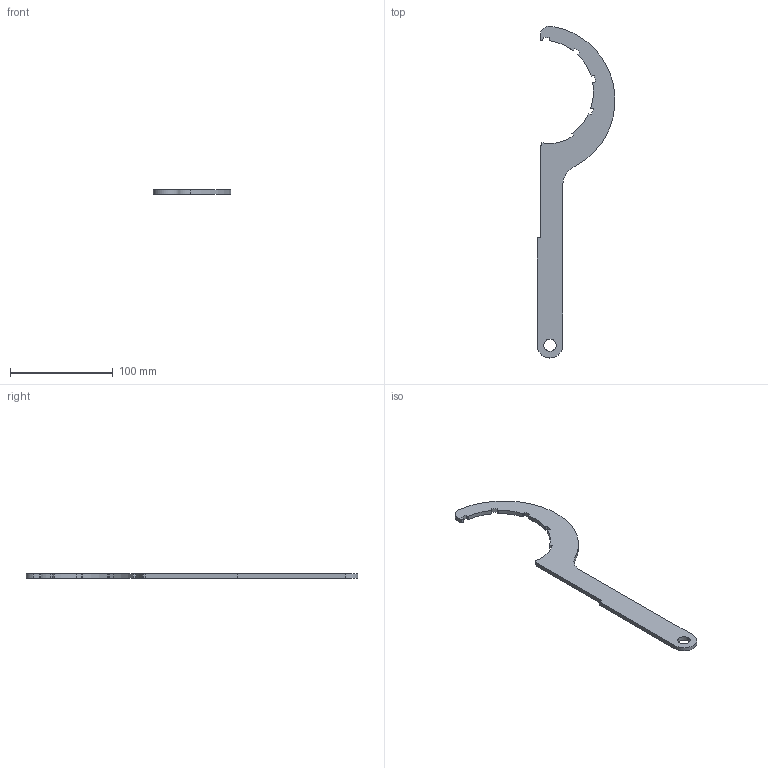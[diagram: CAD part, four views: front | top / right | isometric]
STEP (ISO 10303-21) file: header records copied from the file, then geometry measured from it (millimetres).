
FILE_DESCRIPTION (( 'STEP AP203' ), '1' );
FILE_NAME ('R235.063.000.STEP', '2016-10-21T12:46:32', ( 'Utente' ), ( '' ), 'SwSTEP 2.0', 'SolidWorks 2016', '' );
FILE_SCHEMA (( 'CONFIG_CONTROL_DESIGN' ));
Length unit declared in the file: millimetre
Products named in the file (1): R235.063.000
Bounding box: 75.79 x 323.89 x 4 mm (x, y, z)
Volume: 32990.6 mm3; surface area: 19881.2 mm2
Topology: 1 solids, 1 shells, 59 faces, 171 edges, 114 vertices
Faces by surface type: cylinder 41, plane 18
Entity records: 2068 total; most frequent: DIRECTION 373, CARTESIAN_POINT 345, ORIENTED_EDGE 342, EDGE_CURVE 171, AXIS2_PLACEMENT_3D 142, VERTEX_POINT 114, LINE 89, VECTOR 89
